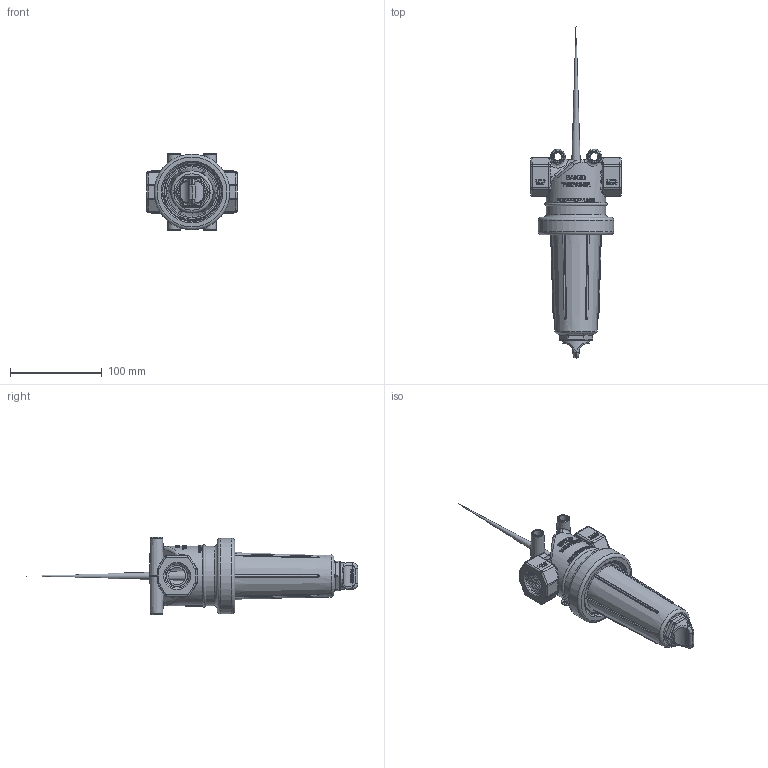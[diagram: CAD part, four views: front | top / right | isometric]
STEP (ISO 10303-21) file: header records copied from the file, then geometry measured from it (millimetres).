
FILE_DESCRIPTION(/* description */ ('3/4" POLY TEE STRAINER 30 MESH'),/* implementation_level */ '2;1');
FILE_NAME(/* name */ 'LST075-30.stp',/* time_stamp */ '2018-09-19T15:27:30-04:00',/* author */ ('MJC'),/* organization */ (''),/* preprocessor_version */ 'ST-DEVELOPER v17',/* originating_system */ 'Autodesk Inventor 2018',/* authorisation */ '');
FILE_SCHEMA (('AUTOMOTIVE_DESIGN { 1 0 10303 214 3 1 1 }'));
Products named in the file (10): LST075-30; CE050D; LST075-H; LST100-B; LST100-XB; 12777; UV15163; LST100-G; LST130; LST1300D
Assembly tree (9 placements, depth 3):
  LST075-30
    CE050D
    LST075-H
    LST100-B
      LST100-XB
      12777
      UV15163
    LST100-G
    LST130
    LST1300D
Bounding box: 98.3 x 361.94 x 84.14 mm (x, y, z)
Volume: 324708.5 mm3; surface area: 197941.8 mm2
Topology: 9 solids, 9 shells, 2858 faces, 7660 edges, 5024 vertices
Faces by surface type: plane 1571, bspline 911, cylinder 258, cone 64, torus 41, sphere 13
Full cylindrical faces by diameter (mm): 12.7 x2, 19.05 x2, 24.892 x1, 25.527 x1, 28.702 x2, 31.75 x1, 34.671 x1, 34.798 x2, 35.052 x2, 37.846 x1, 51.054 x1, 53.34 x1, 53.848 x1, 55.744 x2, 59.436 x2, 60.847 x3, 63.5 x3, 64.135 x4, 64.77 x2, 82.55 x1
Entity records: 148660 total; most frequent: CARTESIAN_POINT 81681, ORIENTED_EDGE 15282, DIRECTION 10494, EDGE_CURVE 7641, VERTEX_POINT 5020, LINE 4610, VECTOR 4610, EDGE_LOOP 3095
